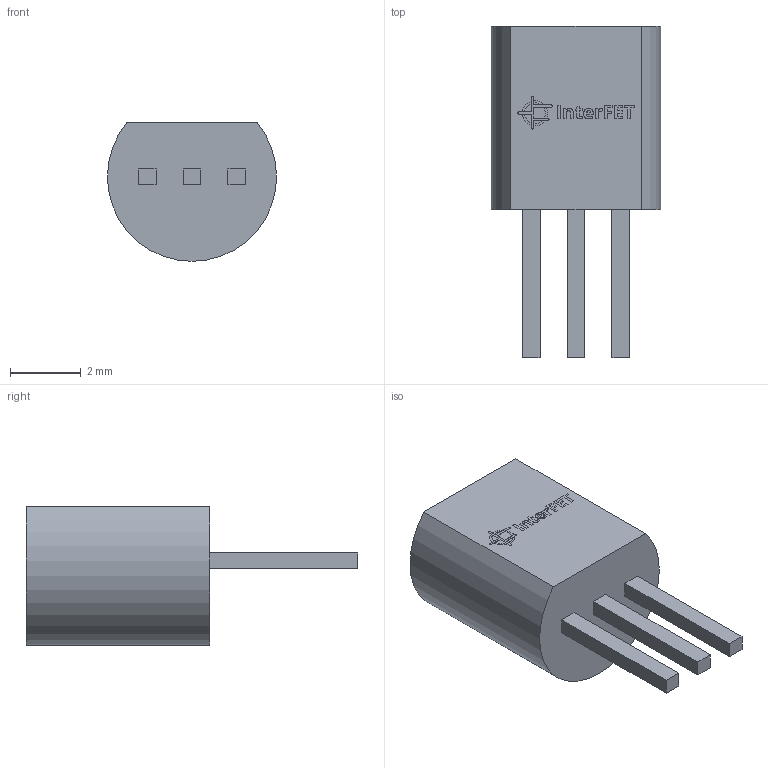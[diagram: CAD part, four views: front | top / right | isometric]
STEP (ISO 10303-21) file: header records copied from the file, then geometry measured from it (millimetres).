
FILE_DESCRIPTION (( 'STEP AP214' ), '1' );
FILE_NAME ('2N3819.step', '2022-05-11T07:39:06', ( '' ), ( '' ), 'SwSTEP 2.0', 'SolidWorks 2017', '' );
FILE_SCHEMA (( 'AUTOMOTIVE_DESIGN' ));
Length unit declared in the file: millimetre
Products named in the file (1): 2N3819
Bounding box: 4.8 x 9.4 x 3.93 mm (x, y, z)
Volume: 85.3 mm3; surface area: 131.4 mm2
Topology: 1 solids, 1 shells, 153 faces, 410 edges, 272 vertices
Faces by surface type: plane 115, bspline 20, cylinder 18
Entity records: 6213 total; most frequent: CARTESIAN_POINT 1941, ORIENTED_EDGE 820, DIRECTION 674, EDGE_CURVE 410, LINE 334, VECTOR 334, VERTEX_POINT 272, AXIS2_PLACEMENT_3D 170
